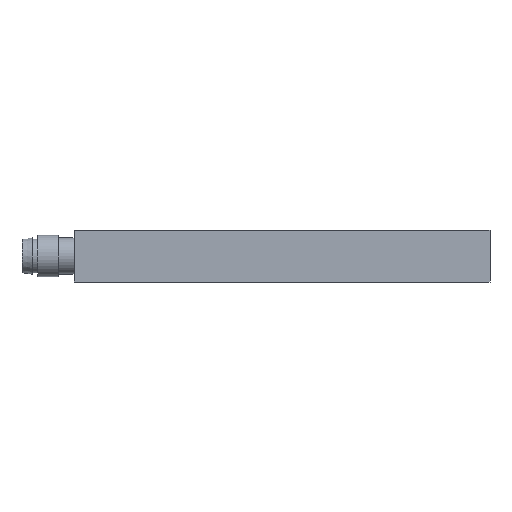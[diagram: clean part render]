
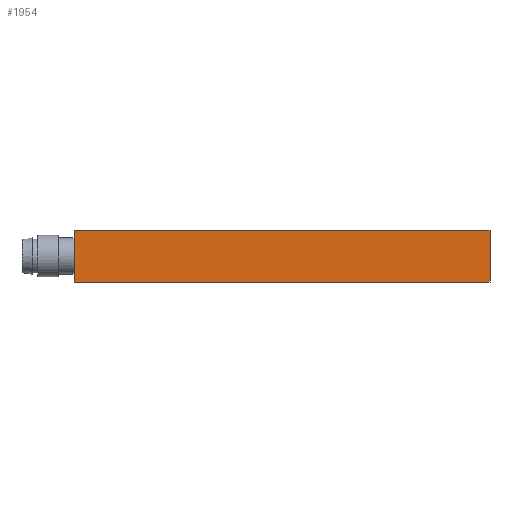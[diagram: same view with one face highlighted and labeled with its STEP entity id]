
A CAD part, front view. The second image highlights one B-rep face of the part: STEP entity #1954.
In plain terms, the highlighted planar face has unit normal (0, -1, 0).
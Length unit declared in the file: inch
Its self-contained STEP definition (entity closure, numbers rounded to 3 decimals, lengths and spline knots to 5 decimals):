
#12 = VERTEX_POINT ( 'NONE', #298 ) ;
#298 = CARTESIAN_POINT ( 'NONE',  ( -1.23858, -2.55855, 0. ) ) ;
#337 = CARTESIAN_POINT ( 'NONE',  ( 1.91103, -2.55855, 0.3937 ) ) ;
#422 = ORIENTED_EDGE ( 'NONE', *, *, #2184, .F. ) ;
#440 = LINE ( 'NONE', #670, #1335 ) ;
#454 = DIRECTION ( 'NONE',  ( 0., 0., 1. ) ) ;
#469 = EDGE_CURVE ( 'NONE', #2484, #1087, #1215, .T. ) ;
#634 = CARTESIAN_POINT ( 'NONE',  ( -1.23858, -2.55855, 0.3937 ) ) ;
#670 = CARTESIAN_POINT ( 'NONE',  ( -1.23858, -2.55855, 0. ) ) ;
#728 = DIRECTION ( 'NONE',  ( 0., 0., -1. ) ) ;
#785 = DIRECTION ( 'NONE',  ( 0., 0., 1. ) ) ;
#1048 = LINE ( 'NONE', #1066, #1092 ) ;
#1066 = CARTESIAN_POINT ( 'NONE',  ( 0.11969, -2.55855, 0. ) ) ;
#1087 = VERTEX_POINT ( 'NONE', #634 ) ;
#1092 = VECTOR ( 'NONE', #1988, 39.37008 ) ;
#1174 = EDGE_LOOP ( 'NONE', ( #1316, #1844, #422, #2076 ) ) ;
#1194 = PLANE ( 'NONE',  #2169 ) ;
#1215 = LINE ( 'NONE', #337, #2472 ) ;
#1316 = ORIENTED_EDGE ( 'NONE', *, *, #469, .T. ) ;
#1335 = VECTOR ( 'NONE', #454, 39.37008 ) ;
#1506 = CARTESIAN_POINT ( 'NONE',  ( 1.91103, -2.55855, 0. ) ) ;
#1649 = FACE_OUTER_BOUND ( 'NONE', #1174, .T. ) ;
#1844 = ORIENTED_EDGE ( 'NONE', *, *, #2270, .F. ) ;
#1954 = ADVANCED_FACE ( 'NONE', ( #1649 ), #1194, .T. ) ;
#1988 = DIRECTION ( 'NONE',  ( -1., 0., 0. ) ) ;
#1999 = VERTEX_POINT ( 'NONE', #1506 ) ;
#2076 = ORIENTED_EDGE ( 'NONE', *, *, #2492, .T. ) ;
#2169 = AXIS2_PLACEMENT_3D ( 'NONE', #2826, #2554, #728 ) ;
#2184 = EDGE_CURVE ( 'NONE', #1999, #12, #1048, .T. ) ;
#2207 = DIRECTION ( 'NONE',  ( -1., 0., 0. ) ) ;
#2270 = EDGE_CURVE ( 'NONE', #12, #1087, #440, .T. ) ;
#2472 = VECTOR ( 'NONE', #2207, 39.37008 ) ;
#2484 = VERTEX_POINT ( 'NONE', #2885 ) ;
#2492 = EDGE_CURVE ( 'NONE', #1999, #2484, #2626, .T. ) ;
#2554 = DIRECTION ( 'NONE',  ( 0., -1., 0. ) ) ;
#2626 = LINE ( 'NONE', #2898, #2907 ) ;
#2826 = CARTESIAN_POINT ( 'NONE',  ( 1.91103, -2.55855, 0. ) ) ;
#2885 = CARTESIAN_POINT ( 'NONE',  ( 1.91103, -2.55855, 0.3937 ) ) ;
#2898 = CARTESIAN_POINT ( 'NONE',  ( 1.91103, -2.55855, 0. ) ) ;
#2907 = VECTOR ( 'NONE', #785, 39.37008 ) ;
